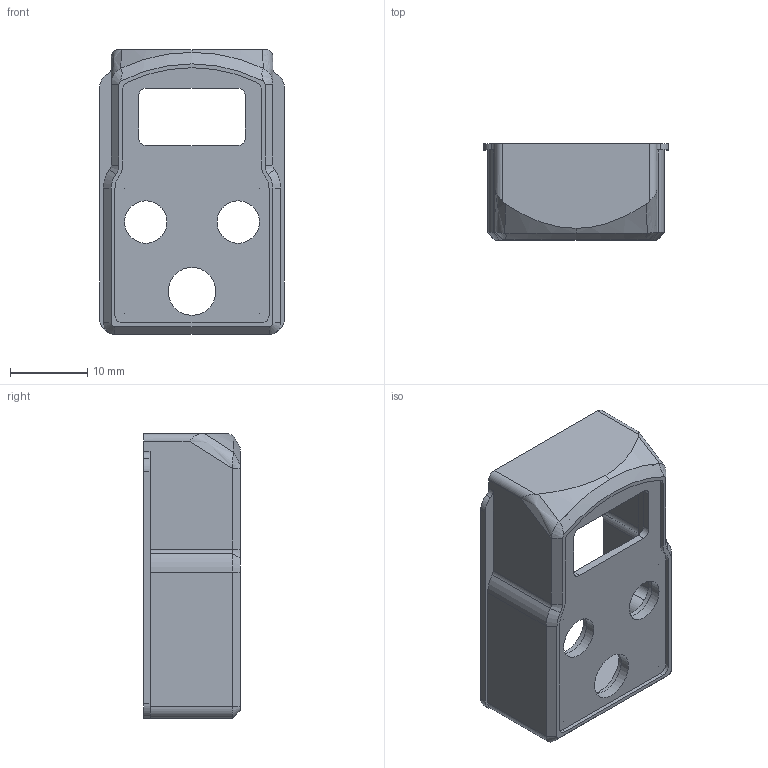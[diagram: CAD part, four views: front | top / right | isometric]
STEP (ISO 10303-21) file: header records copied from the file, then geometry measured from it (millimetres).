
FILE_DESCRIPTION(('HOOPS Exchange Step'),'2;1');
FILE_NAME('temp_export','2023-02-28T11:32:17+01:00',('mobile'),('Shapr3D Limited'),'HOOPS Exchange 2022.2','Shapr3D','Authorized');
FILE_SCHEMA( ('AUTOMOTIVE_DESIGN { 1 0 10303 214 1 1 1 1 }') );
Length unit declared in the file: millimetre
Products named in the file (11): EX-RV1K-02 BASTIDOR DE ELECTRONICA_30-11; EX-RV1K-11 PCB BATERIA; S1761-42R CONTACTO BATERIA; EX-RV1K-11 PCB CONECTOR; EX-RV1K-13 CONTACTO COBRE; 0861-0-15-20-82-14-11-0 MILL-MAX; EX-RV1K-15 FAJA CONECTOR; 0. ROVER-1K_v3_RCA.stp; panel v4.12.5.step; root
Assembly tree (10 placements, depth 5):
  root
    panel v4.12.5.step
      0. ROVER-1K_v3_RCA.stp
        EX-RV1K-02 BASTIDOR DE ELECTRONICA_30-11
        EX-RV1K-11 PCB CONECTOR
          EX-RV1K-11 PCB BATERIA
          S1761-42R CONTACTO BATERIA
          S1761-42R CONTACTO BATERIA
        EX-RV1K-13 CONTACTO COBRE
        0861-0-15-20-82-14-11-0 MILL-MAX
        EX-RV1K-15 FAJA CONECTOR
Bounding box: 24 x 12.5 x 37 mm (x, y, z)
Volume: 2421.4 mm3; surface area: 4208.9 mm2
Topology: 1 solids, 1 shells, 177 faces, 514 edges, 343 vertices
Faces by surface type: cylinder 92, plane 64, cone 17, bspline 4
Full cylindrical faces by diameter (mm): 1.25 x8, 5.5 x2, 6.2 x3, 7.2 x1
Entity records: 6559 total; most frequent: CARTESIAN_POINT 1488, DIRECTION 1082, ORIENTED_EDGE 1012, EDGE_CURVE 506, AXIS2_PLACEMENT_3D 409, VERTEX_POINT 343, VECTOR 264, LINE 264
